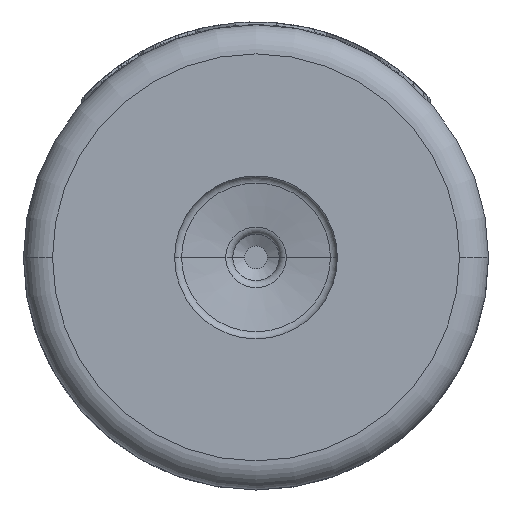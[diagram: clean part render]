
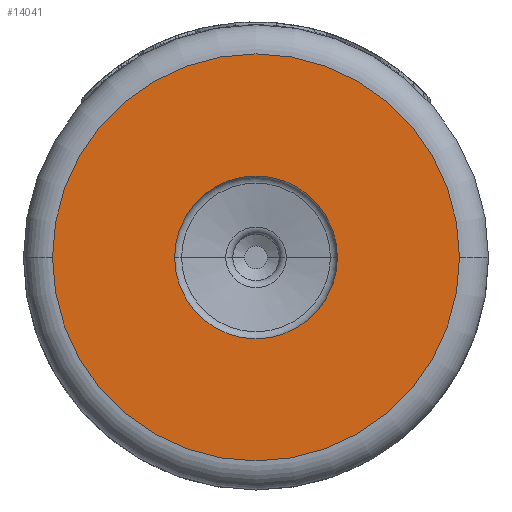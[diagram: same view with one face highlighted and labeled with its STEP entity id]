
A CAD part, front view. The second image highlights one B-rep face of the part: STEP entity #14041.
In plain terms, the highlighted planar face has unit normal (0, -1, 0).
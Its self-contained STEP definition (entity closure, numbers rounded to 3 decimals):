
#1967=CARTESIAN_POINT('',(0.,-4.,0.));
#1968=DIRECTION('',(0.,-1.,0.));
#1969=DIRECTION('',(-1.,0.,0.));
#1970=AXIS2_PLACEMENT_3D('',#1967,#1968,#1969);
#1982=CARTESIAN_POINT('',(0.,-4.,0.));
#1983=DIRECTION('',(0.,-1.,0.));
#1984=DIRECTION('',(-1.,0.,0.));
#1985=AXIS2_PLACEMENT_3D('',#1982,#1983,#1984);
#1987=CARTESIAN_POINT('',(0.,-4.,0.));
#1988=DIRECTION('',(0.,-1.,0.));
#1989=DIRECTION('',(1.,0.,0.));
#1990=AXIS2_PLACEMENT_3D('',#1987,#1988,#1989);
#1992=CARTESIAN_POINT('',(0.,-4.,0.));
#1993=DIRECTION('',(0.,-1.,0.));
#1994=DIRECTION('',(1.,0.,0.));
#1995=AXIS2_PLACEMENT_3D('',#1992,#1993,#1994);
#11949=CARTESIAN_POINT('',(-1.4,-4.,0.));
#11950=CARTESIAN_POINT('',(1.4,-4.,0.));
#11951=VERTEX_POINT('',#11949);
#11952=VERTEX_POINT('',#11950);
#11953=CARTESIAN_POINT('',(3.5,-4.,0.));
#11954=CARTESIAN_POINT('',(-3.5,-4.,0.));
#11955=VERTEX_POINT('',#11953);
#11956=VERTEX_POINT('',#11954);
#14025=CARTESIAN_POINT('',(0.,-4.,0.));
#14026=DIRECTION('',(0.,1.,0.));
#14027=DIRECTION('',(1.,0.,0.));
#14028=AXIS2_PLACEMENT_3D('',#14025,#14026,#14027);
#14029=PLANE('',#14028);
#14031=ORIENTED_EDGE('',*,*,#14030,.F.);
#14032=ORIENTED_EDGE('',*,*,#14015,.F.);
#14033=EDGE_LOOP('',(#14031,#14032));
#14034=FACE_OUTER_BOUND('',#14033,.F.);
#14036=ORIENTED_EDGE('',*,*,#14035,.T.);
#14038=ORIENTED_EDGE('',*,*,#14037,.T.);
#14039=EDGE_LOOP('',(#14036,#14038));
#14040=FACE_BOUND('',#14039,.F.);
#14041=ADVANCED_FACE('',(#14034,#14040),#14029,.F.);
#1971=CIRCLE('',#1970,3.5);
#1986=CIRCLE('',#1985,1.4);
#1991=CIRCLE('',#1990,1.4);
#1996=CIRCLE('',#1995,3.5);
#14015=EDGE_CURVE('',#11956,#11955,#1971,.T.);
#14030=EDGE_CURVE('',#11955,#11956,#1996,.T.);
#14035=EDGE_CURVE('',#11951,#11952,#1986,.T.);
#14037=EDGE_CURVE('',#11952,#11951,#1991,.T.);
